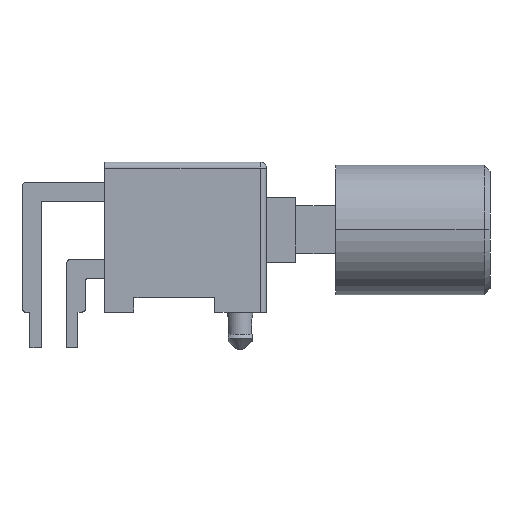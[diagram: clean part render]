
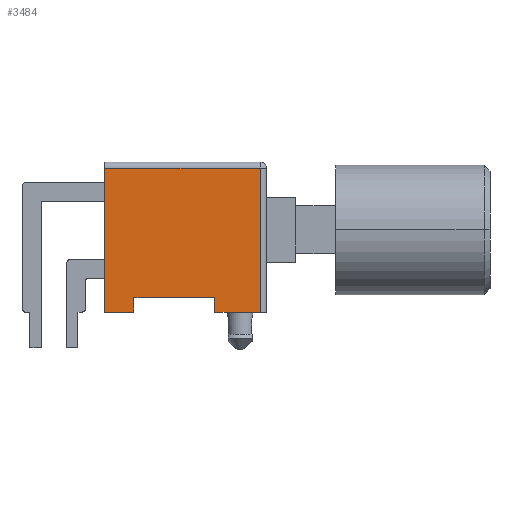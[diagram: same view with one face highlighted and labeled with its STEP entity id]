
A CAD part, top view. The second image highlights one B-rep face of the part: STEP entity #3484.
In plain terms, the highlighted face is planar.
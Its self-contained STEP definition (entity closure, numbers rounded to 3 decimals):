
#78 = VECTOR ( 'NONE', #2466, 1000. ) ;
#174 = ORIENTED_EDGE ( 'NONE', *, *, #3789, .T. ) ;
#320 = LINE ( 'NONE', #2613, #4530 ) ;
#377 = DIRECTION ( 'NONE',  ( -1., 0., 0. ) ) ;
#399 = EDGE_CURVE ( 'NONE', #5167, #4478, #320, .T. ) ;
#512 = EDGE_CURVE ( 'NONE', #2282, #2253, #986, .T. ) ;
#551 = VECTOR ( 'NONE', #377, 1000. ) ;
#555 = VERTEX_POINT ( 'NONE', #1127 ) ;
#576 = CARTESIAN_POINT ( 'NONE',  ( 9., 3.7, -4.128 ) ) ;
#688 = CARTESIAN_POINT ( 'NONE',  ( 9., 3.7, 5.072 ) ) ;
#704 = CARTESIAN_POINT ( 'NONE',  ( 11., 3.7, -5.128 ) ) ;
#763 = ORIENTED_EDGE ( 'NONE', *, *, #2923, .T. ) ;
#986 = LINE ( 'NONE', #688, #5322 ) ;
#1072 = DIRECTION ( 'NONE',  ( 0., 0., 1. ) ) ;
#1127 = CARTESIAN_POINT ( 'NONE',  ( 11., 3.7, 4.672 ) ) ;
#1137 = DIRECTION ( 'NONE',  ( -1., 0., 0. ) ) ;
#1146 = LINE ( 'NONE', #4934, #78 ) ;
#1202 = LINE ( 'NONE', #1621, #3187 ) ;
#1262 = VERTEX_POINT ( 'NONE', #4296 ) ;
#1437 = ORIENTED_EDGE ( 'NONE', *, *, #512, .T. ) ;
#1442 = CARTESIAN_POINT ( 'NONE',  ( 3.5, 3.7, -5.128 ) ) ;
#1621 = CARTESIAN_POINT ( 'NONE',  ( 5.5, 3.7, -5.128 ) ) ;
#1713 = DIRECTION ( 'NONE',  ( 0., 1., 0. ) ) ;
#1782 = CARTESIAN_POINT ( 'NONE',  ( 11., 3.7, 4.672 ) ) ;
#1846 = DIRECTION ( 'NONE',  ( 1., 0., 0. ) ) ;
#1923 = EDGE_CURVE ( 'NONE', #2253, #5167, #2899, .T. ) ;
#1976 = CARTESIAN_POINT ( 'NONE',  ( 11., 3.7, 5.072 ) ) ;
#2112 = PLANE ( 'NONE',  #5230 ) ;
#2228 = FACE_OUTER_BOUND ( 'NONE', #4073, .T. ) ;
#2253 = VERTEX_POINT ( 'NONE', #576 ) ;
#2282 = VERTEX_POINT ( 'NONE', #3918 ) ;
#2425 = DIRECTION ( 'NONE',  ( -1., 0., 0. ) ) ;
#2466 = DIRECTION ( 'NONE',  ( 0., 0., -1. ) ) ;
#2613 = CARTESIAN_POINT ( 'NONE',  ( 3.5, 3.7, 5.072 ) ) ;
#2706 = ORIENTED_EDGE ( 'NONE', *, *, #3843, .T. ) ;
#2716 = CARTESIAN_POINT ( 'NONE',  ( 3.5, 3.7, -4.128 ) ) ;
#2899 = LINE ( 'NONE', #5320, #551 ) ;
#2923 = EDGE_CURVE ( 'NONE', #5039, #555, #3654, .T. ) ;
#3187 = VECTOR ( 'NONE', #2425, 1000. ) ;
#3223 = ORIENTED_EDGE ( 'NONE', *, *, #3302, .F. ) ;
#3302 = EDGE_CURVE ( 'NONE', #5039, #4179, #1146, .T. ) ;
#3391 = VECTOR ( 'NONE', #1846, 1000. ) ;
#3484 = ADVANCED_FACE ( 'NONE', ( #2228 ), #2112, .T. ) ;
#3512 = LINE ( 'NONE', #704, #5345 ) ;
#3568 = DIRECTION ( 'NONE',  ( 0., 0., -1. ) ) ;
#3646 = VECTOR ( 'NONE', #3568, 1000. ) ;
#3654 = LINE ( 'NONE', #1782, #3391 ) ;
#3789 = EDGE_CURVE ( 'NONE', #1262, #2282, #3512, .T. ) ;
#3843 = EDGE_CURVE ( 'NONE', #555, #1262, #4751, .T. ) ;
#3878 = ORIENTED_EDGE ( 'NONE', *, *, #399, .T. ) ;
#3918 = CARTESIAN_POINT ( 'NONE',  ( 9., 3.7, -5.128 ) ) ;
#4073 = EDGE_LOOP ( 'NONE', ( #4130, #3223, #763, #2706, #174, #1437, #5115, #3878 ) ) ;
#4130 = ORIENTED_EDGE ( 'NONE', *, *, #4789, .T. ) ;
#4179 = VERTEX_POINT ( 'NONE', #4285 ) ;
#4186 = CARTESIAN_POINT ( 'NONE',  ( 11., 3.7, 5.072 ) ) ;
#4285 = CARTESIAN_POINT ( 'NONE',  ( 0.4, 3.7, -5.128 ) ) ;
#4296 = CARTESIAN_POINT ( 'NONE',  ( 11., 3.7, -5.128 ) ) ;
#4342 = CARTESIAN_POINT ( 'NONE',  ( 0.4, 3.7, 4.672 ) ) ;
#4478 = VERTEX_POINT ( 'NONE', #1442 ) ;
#4530 = VECTOR ( 'NONE', #5143, 1000. ) ;
#4594 = DIRECTION ( 'NONE',  ( 0., 0., 1. ) ) ;
#4751 = LINE ( 'NONE', #1976, #3646 ) ;
#4789 = EDGE_CURVE ( 'NONE', #4478, #4179, #1202, .T. ) ;
#4934 = CARTESIAN_POINT ( 'NONE',  ( 0.4, 3.7, 5.072 ) ) ;
#5039 = VERTEX_POINT ( 'NONE', #4342 ) ;
#5115 = ORIENTED_EDGE ( 'NONE', *, *, #1923, .T. ) ;
#5143 = DIRECTION ( 'NONE',  ( 0., 0., -1. ) ) ;
#5167 = VERTEX_POINT ( 'NONE', #2716 ) ;
#5230 = AXIS2_PLACEMENT_3D ( 'NONE', #4186, #1713, #4594 ) ;
#5320 = CARTESIAN_POINT ( 'NONE',  ( 11., 3.7, -4.128 ) ) ;
#5322 = VECTOR ( 'NONE', #1072, 1000. ) ;
#5345 = VECTOR ( 'NONE', #1137, 1000. ) ;
